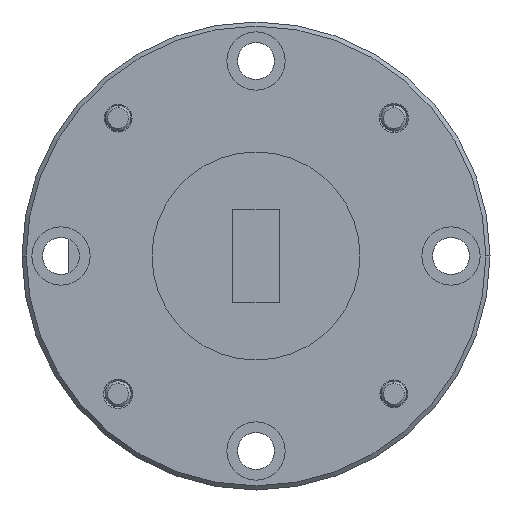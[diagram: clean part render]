
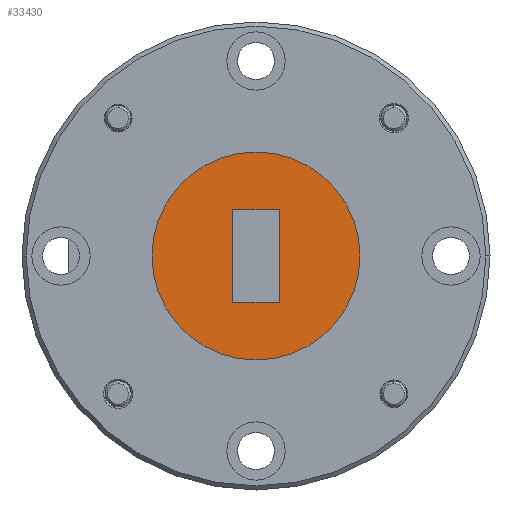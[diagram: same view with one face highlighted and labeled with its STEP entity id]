
A CAD part, left-side view. The second image highlights one B-rep face of the part: STEP entity #33430.
In plain terms, the highlighted planar face has unit normal (-1, 0, 0).
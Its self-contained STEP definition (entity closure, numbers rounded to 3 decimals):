
#1148 = VERTEX_POINT ( 'NONE', #37565 ) ;
#1164 = DIRECTION ( 'NONE',  ( 0., 0., 1. ) ) ;
#1827 = ORIENTED_EDGE ( 'NONE', *, *, #21843, .F. ) ;
#2096 = CARTESIAN_POINT ( 'NONE',  ( 0., 1.422, -2.845 ) ) ;
#2842 = EDGE_CURVE ( 'NONE', #1148, #30340, #53740, .T. ) ;
#3267 = DIRECTION ( 'NONE',  ( 0., 1., 0. ) ) ;
#3496 = EDGE_LOOP ( 'NONE', ( #21113, #12020, #6217, #18114 ) ) ;
#3934 = LINE ( 'NONE', #52760, #38684 ) ;
#4954 = DIRECTION ( 'NONE',  ( 0., 0., -1. ) ) ;
#5442 = CARTESIAN_POINT ( 'NONE',  ( 0., -1.422, 2.845 ) ) ;
#5558 = CARTESIAN_POINT ( 'NONE',  ( 0., -1.422, 2.845 ) ) ;
#6217 = ORIENTED_EDGE ( 'NONE', *, *, #31937, .T. ) ;
#6683 = DIRECTION ( 'NONE',  ( -1., 0., 0. ) ) ;
#8560 = VERTEX_POINT ( 'NONE', #2096 ) ;
#10019 = EDGE_CURVE ( 'NONE', #12895, #8560, #3934, .T. ) ;
#10145 = DIRECTION ( 'NONE',  ( 0., 1., 0. ) ) ;
#11067 = CARTESIAN_POINT ( 'NONE',  ( 0., 0., 0. ) ) ;
#12020 = ORIENTED_EDGE ( 'NONE', *, *, #12821, .T. ) ;
#12821 = EDGE_CURVE ( 'NONE', #54002, #51473, #18801, .T. ) ;
#12895 = VERTEX_POINT ( 'NONE', #27067 ) ;
#13620 = AXIS2_PLACEMENT_3D ( 'NONE', #38399, #39855, #10145 ) ;
#18114 = ORIENTED_EDGE ( 'NONE', *, *, #10019, .T. ) ;
#18801 = LINE ( 'NONE', #5442, #43776 ) ;
#19123 = PLANE ( 'NONE',  #49992 ) ;
#21113 = ORIENTED_EDGE ( 'NONE', *, *, #46962, .T. ) ;
#21843 = EDGE_CURVE ( 'NONE', #30340, #1148, #32452, .T. ) ;
#23341 = DIRECTION ( 'NONE',  ( 0., -1., 0. ) ) ;
#26210 = CARTESIAN_POINT ( 'NONE',  ( 0., -1.422, -2.845 ) ) ;
#26890 = DIRECTION ( 'NONE',  ( 0., -1., 0. ) ) ;
#27067 = CARTESIAN_POINT ( 'NONE',  ( 0., -1.422, -2.845 ) ) ;
#27528 = FACE_BOUND ( 'NONE', #3496, .T. ) ;
#28273 = LINE ( 'NONE', #26210, #53180 ) ;
#30340 = VERTEX_POINT ( 'NONE', #32329 ) ;
#31937 = EDGE_CURVE ( 'NONE', #51473, #12895, #28273, .T. ) ;
#32329 = CARTESIAN_POINT ( 'NONE',  ( 0., -6.35, 0. ) ) ;
#32452 = CIRCLE ( 'NONE', #13620, 6.35 ) ;
#33430 = ADVANCED_FACE ( 'NONE', ( #38042, #27528 ), #19123, .T. ) ;
#34359 = CARTESIAN_POINT ( 'NONE',  ( 0., 1.422, -2.845 ) ) ;
#37565 = CARTESIAN_POINT ( 'NONE',  ( 0., 6.35, 0. ) ) ;
#38042 = FACE_OUTER_BOUND ( 'NONE', #41095, .T. ) ;
#38399 = CARTESIAN_POINT ( 'NONE',  ( 0., 0., 0. ) ) ;
#38581 = CARTESIAN_POINT ( 'NONE',  ( 0., 1.422, 2.845 ) ) ;
#38684 = VECTOR ( 'NONE', #3267, 1000. ) ;
#39855 = DIRECTION ( 'NONE',  ( 1., 0., 0. ) ) ;
#40430 = DIRECTION ( 'NONE',  ( 1., 0., 0. ) ) ;
#40476 = LINE ( 'NONE', #34359, #52282 ) ;
#41095 = EDGE_LOOP ( 'NONE', ( #43330, #1827 ) ) ;
#43330 = ORIENTED_EDGE ( 'NONE', *, *, #2842, .F. ) ;
#43776 = VECTOR ( 'NONE', #26890, 1000. ) ;
#46962 = EDGE_CURVE ( 'NONE', #8560, #54002, #40476, .T. ) ;
#49992 = AXIS2_PLACEMENT_3D ( 'NONE', #52291, #6683, #23341 ) ;
#50491 = AXIS2_PLACEMENT_3D ( 'NONE', #11067, #40430, #52138 ) ;
#51473 = VERTEX_POINT ( 'NONE', #5558 ) ;
#52138 = DIRECTION ( 'NONE',  ( 0., 1., 0. ) ) ;
#52282 = VECTOR ( 'NONE', #1164, 1000. ) ;
#52291 = CARTESIAN_POINT ( 'NONE',  ( 0., 0., 0. ) ) ;
#52760 = CARTESIAN_POINT ( 'NONE',  ( 0., -1.422, -2.845 ) ) ;
#53180 = VECTOR ( 'NONE', #4954, 1000. ) ;
#53740 = CIRCLE ( 'NONE', #50491, 6.35 ) ;
#54002 = VERTEX_POINT ( 'NONE', #38581 ) ;
